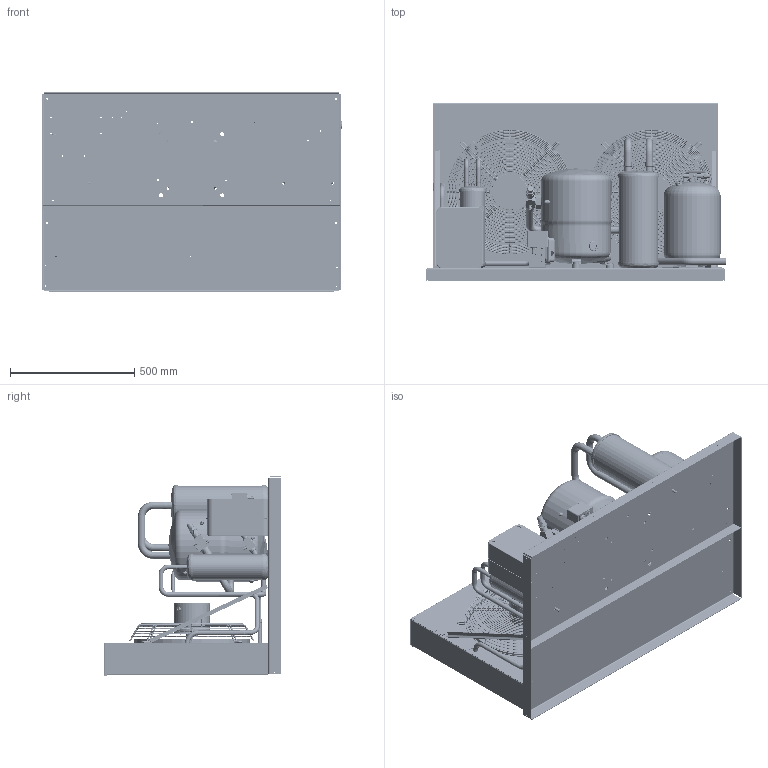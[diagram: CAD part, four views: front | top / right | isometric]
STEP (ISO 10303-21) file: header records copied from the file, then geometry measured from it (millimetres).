
FILE_DESCRIPTION (( 'STEP AP214' ), '1' );
FILE_NAME ('HGM(Z)072D.STEP', '2016-05-18T19:38:22', ( '' ), ( '' ), 'SwSTEP 2.0', 'SolidWorks 2014', '' );
FILE_SCHEMA (( 'AUTOMOTIVE_DESIGN' ));
Length unit declared in the file: millimetre
Products named in the file (31): ES-00878-D_2_Valor predeterminado; S.EX 231A - STECK; 191U124607-chines_Valor predeterminado; 191U122901; 118U6012 COM V06_Valor predeterminado; 191U155917_Valor predeterminado; 6804501V06 - VALV SERV V06_STANDART; 191U480417_Predeterminado; 118U6012_Default<As Machined>; 191U480317_Predeterminado; 191U128407_Predeterminado; 191U154737_Predeterminado; 191U154627_Predeterminado; HGM(Z)072D; 6804506V02 - VALV SERV V02_STANDART; 6804503V04 - VALV SERV V04_STANDART; 191U007710_Valor predeterminado; 191U006410_Valor predeterminado; COMPRESSOR DANFOSS MODELO MT44-80; 191U124607_Valor predeterminado; 191U137300 MOTOR 450 WEG ; 191U135720_Valor predeterminado; 191U161007_Valor predeterminado; 191U138308 450MM_Valor predeterminado; 191U161017_Predeterminado; 021F0139_Valor predeterminado; KP+Suporte; ES-00880-B-4_Valor predeterminado; KP01; ES-00878-D_3_Predeterminado; 060-105667 R03 SUPORTE KP
Assembly tree (33 placements, depth 4):
  HGM(Z)072D
    191U128407_Predeterminado
    118U6012 COM V06_Valor predeterminado
      118U6012_Default<As Machined>
      6804501V06 - VALV SERV V06_STANDART
    191U124607_Valor predeterminado
      191U124607-chines_Valor predeterminado
      ES-00878-D_2_Valor predeterminado
      ES-00878-D_3_Predeterminado
      ES-00880-B-4_Valor predeterminado
      021F0139_Valor predeterminado
      191U135720_Valor predeterminado  x2
        191U138308 450MM_Valor predeterminado
      191U137300 MOTOR 450 WEG   x2
    COMPRESSOR DANFOSS MODELO MT44-80
    191U006410_Valor predeterminado
    191U007710_Valor predeterminado
    6804503V04 - VALV SERV V04_STANDART
    6804506V02 - VALV SERV V02_STANDART
    191U154627_Predeterminado
    191U154737_Predeterminado
    191U480317_Predeterminado
    191U480417_Predeterminado
    191U155917_Valor predeterminado
    191U122901  x2
    S.EX 231A - STECK
    KP+Suporte
      060-105667 R03 SUPORTE KP
      KP01
    191U161017_Predeterminado
    191U161007_Valor predeterminado
Bounding box: 1202.5 x 714.55 x 800.4 mm (x, y, z)
Volume: 41943689.6 mm3; surface area: 10008627.2 mm2
Topology: 150 solids, 162 shells, 3725 faces, 9235 edges, 5808 vertices
Faces by surface type: cylinder 1737, plane 1102, torus 627, cone 131, bspline 114, sphere 14
Entity records: 136521 total; most frequent: CARTESIAN_POINT 41753, DIRECTION 17760, ORIENTED_EDGE 16019, EDGE_CURVE 8025, AXIS2_PLACEMENT_3D 7215, VERTEX_POINT 5070, CIRCLE 4033, EDGE_LOOP 3762
